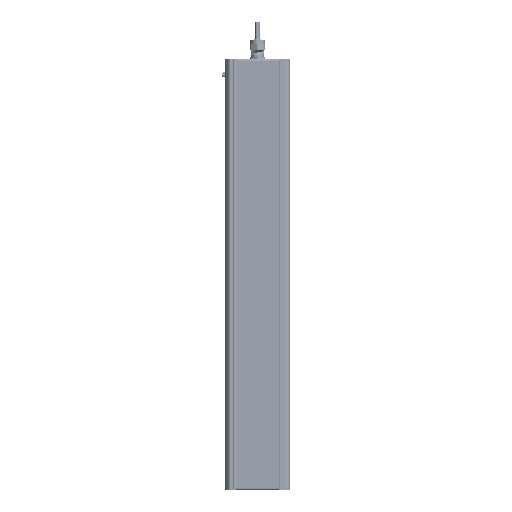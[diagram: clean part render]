
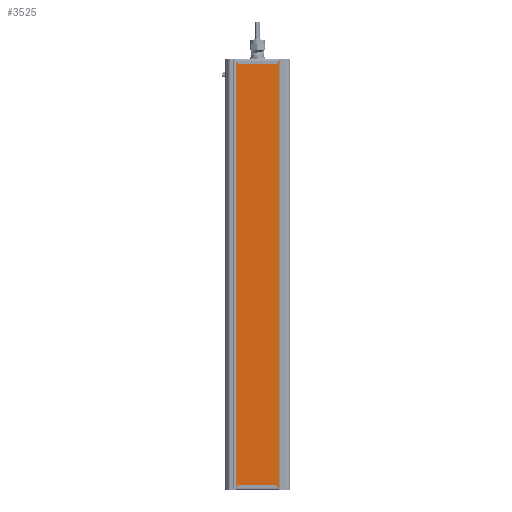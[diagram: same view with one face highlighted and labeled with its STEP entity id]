
A CAD part, front view. The second image highlights one B-rep face of the part: STEP entity #3525.
In plain terms, the highlighted face is planar.
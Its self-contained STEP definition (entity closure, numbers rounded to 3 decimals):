
#3525=ADVANCED_FACE('',(#12541),#12543,.T.);
#12541=FACE_BOUND('',#12542,.T.);
#12542=EDGE_LOOP('',(#39630,#39631,#39632,#39633));
#12543=PLANE('',#12544);
#12544=AXIS2_PLACEMENT_3D('',#12545,#12546,#12547);
#12545=CARTESIAN_POINT('',(120.465,593.492,117.308));
#12546=DIRECTION('',(0.,0.,-1.));
#12547=DIRECTION('',(0.,1.,0.));
#39630=ORIENTED_EDGE('',*,*,#45227,.T.);
#39631=ORIENTED_EDGE('',*,*,#45226,.T.);
#39632=ORIENTED_EDGE('',*,*,#45228,.F.);
#39633=ORIENTED_EDGE('',*,*,#45229,.F.);
#45226=EDGE_CURVE('',#49091,#49096,#49098,.T.);
#45227=EDGE_CURVE('',#49099,#49091,#49100,.T.);
#45228=EDGE_CURVE('',#49101,#49096,#49102,.T.);
#45229=EDGE_CURVE('',#49099,#49101,#49103,.T.);
#49091=VERTEX_POINT('',#60372);
#49096=VERTEX_POINT('',#60381);
#49098=LINE('',#60385,#60386);
#49099=VERTEX_POINT('',#60388);
#49100=LINE('',#60389,#60390);
#49101=VERTEX_POINT('',#60392);
#49102=LINE('',#60393,#60394);
#49103=LINE('',#60396,#60397);
#60372=CARTESIAN_POINT('',(120.465,679.838,117.308));
#60381=CARTESIAN_POINT('',(866.465,679.838,117.308));
#60385=CARTESIAN_POINT('',(120.465,679.838,117.308));
#60386=VECTOR('',#60387,1.);
#60387=DIRECTION('',(1.,0.,0.));
#60388=CARTESIAN_POINT('',(120.465,593.492,117.308));
#60389=CARTESIAN_POINT('',(120.465,593.492,117.308));
#60390=VECTOR('',#60391,1.);
#60391=DIRECTION('',(0.,1.,0.));
#60392=CARTESIAN_POINT('',(866.465,593.492,117.308));
#60393=CARTESIAN_POINT('',(866.465,593.492,117.308));
#60394=VECTOR('',#60395,1.);
#60395=DIRECTION('',(0.,1.,0.));
#60396=CARTESIAN_POINT('',(120.465,593.492,117.308));
#60397=VECTOR('',#60398,1.);
#60398=DIRECTION('',(1.,0.,0.));
